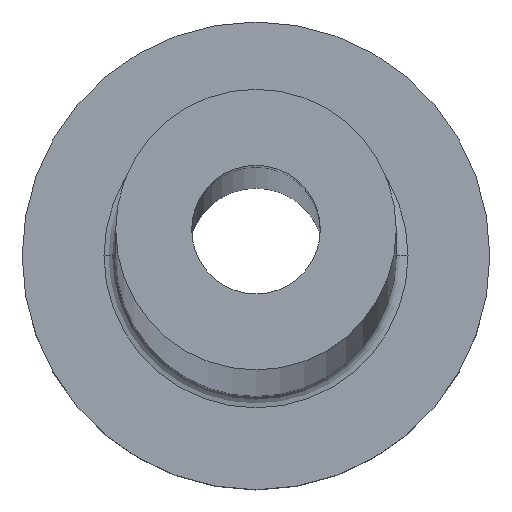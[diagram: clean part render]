
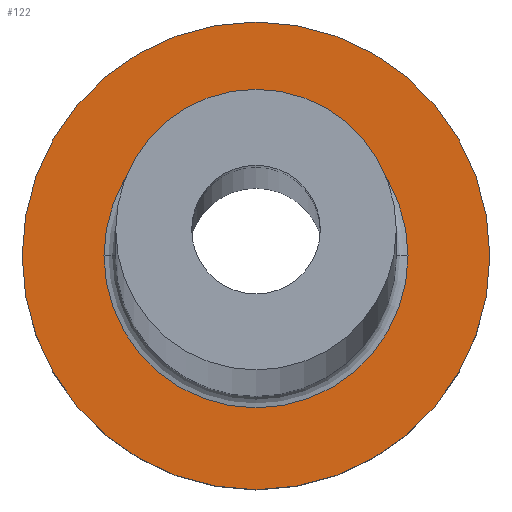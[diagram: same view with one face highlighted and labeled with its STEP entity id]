
A CAD part, top view. The second image highlights one B-rep face of the part: STEP entity #122.
In plain terms, the highlighted planar face has unit normal (0, 0, 1).
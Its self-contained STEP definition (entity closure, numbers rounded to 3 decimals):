
#8 = VERTEX_POINT ( 'NONE', #415 ) ;
#12 = VERTEX_POINT ( 'NONE', #43 ) ;
#21 = CIRCLE ( 'NONE', #191, 6.5 ) ;
#24 = EDGE_LOOP ( 'NONE', ( #414, #443 ) ) ;
#29 = DIRECTION ( 'NONE',  ( 1., 0., 0. ) ) ;
#31 = DIRECTION ( 'NONE',  ( 1., 0., 0. ) ) ;
#43 = CARTESIAN_POINT ( 'NONE',  ( 10., 0., 7. ) ) ;
#62 = CARTESIAN_POINT ( 'NONE',  ( -6.5, 0., 7. ) ) ;
#65 = DIRECTION ( 'NONE',  ( 0., 0., 1. ) ) ;
#75 = EDGE_LOOP ( 'NONE', ( #241, #342 ) ) ;
#87 = DIRECTION ( 'NONE',  ( 0., 0., 1. ) ) ;
#93 = CIRCLE ( 'NONE', #143, 10. ) ;
#94 = FACE_BOUND ( 'NONE', #75, .T. ) ;
#103 = AXIS2_PLACEMENT_3D ( 'NONE', #280, #65, #31 ) ;
#104 = VERTEX_POINT ( 'NONE', #62 ) ;
#112 = DIRECTION ( 'NONE',  ( 0., 0., 1. ) ) ;
#122 = ADVANCED_FACE ( 'NONE', ( #94, #348 ), #209, .T. ) ;
#130 = CARTESIAN_POINT ( 'NONE',  ( 0., 0., 7. ) ) ;
#143 = AXIS2_PLACEMENT_3D ( 'NONE', #302, #87, #225 ) ;
#149 = DIRECTION ( 'NONE',  ( 1., 0., 0. ) ) ;
#191 = AXIS2_PLACEMENT_3D ( 'NONE', #434, #252, #393 ) ;
#209 = PLANE ( 'NONE',  #369 ) ;
#221 = EDGE_CURVE ( 'NONE', #12, #266, #93, .T. ) ;
#225 = DIRECTION ( 'NONE',  ( 1., 0., 0. ) ) ;
#233 = EDGE_CURVE ( 'NONE', #104, #8, #359, .T. ) ;
#241 = ORIENTED_EDGE ( 'NONE', *, *, #317, .T. ) ;
#252 = DIRECTION ( 'NONE',  ( 0., 0., -1. ) ) ;
#266 = VERTEX_POINT ( 'NONE', #307 ) ;
#274 = DIRECTION ( 'NONE',  ( 0., 0., -1. ) ) ;
#280 = CARTESIAN_POINT ( 'NONE',  ( 0., 0., 7. ) ) ;
#291 = CARTESIAN_POINT ( 'NONE',  ( 0., 0., 7. ) ) ;
#302 = CARTESIAN_POINT ( 'NONE',  ( 0., 0., 7. ) ) ;
#307 = CARTESIAN_POINT ( 'NONE',  ( -10., 0., 7. ) ) ;
#317 = EDGE_CURVE ( 'NONE', #8, #104, #21, .T. ) ;
#342 = ORIENTED_EDGE ( 'NONE', *, *, #233, .T. ) ;
#348 = FACE_OUTER_BOUND ( 'NONE', #24, .T. ) ;
#359 = CIRCLE ( 'NONE', #431, 6.5 ) ;
#369 = AXIS2_PLACEMENT_3D ( 'NONE', #291, #112, #29 ) ;
#393 = DIRECTION ( 'NONE',  ( 1., 0., 0. ) ) ;
#398 = EDGE_CURVE ( 'NONE', #266, #12, #448, .T. ) ;
#414 = ORIENTED_EDGE ( 'NONE', *, *, #398, .T. ) ;
#415 = CARTESIAN_POINT ( 'NONE',  ( 6.5, 0., 7. ) ) ;
#431 = AXIS2_PLACEMENT_3D ( 'NONE', #130, #274, #149 ) ;
#434 = CARTESIAN_POINT ( 'NONE',  ( 0., 0., 7. ) ) ;
#443 = ORIENTED_EDGE ( 'NONE', *, *, #221, .T. ) ;
#448 = CIRCLE ( 'NONE', #103, 10. ) ;
